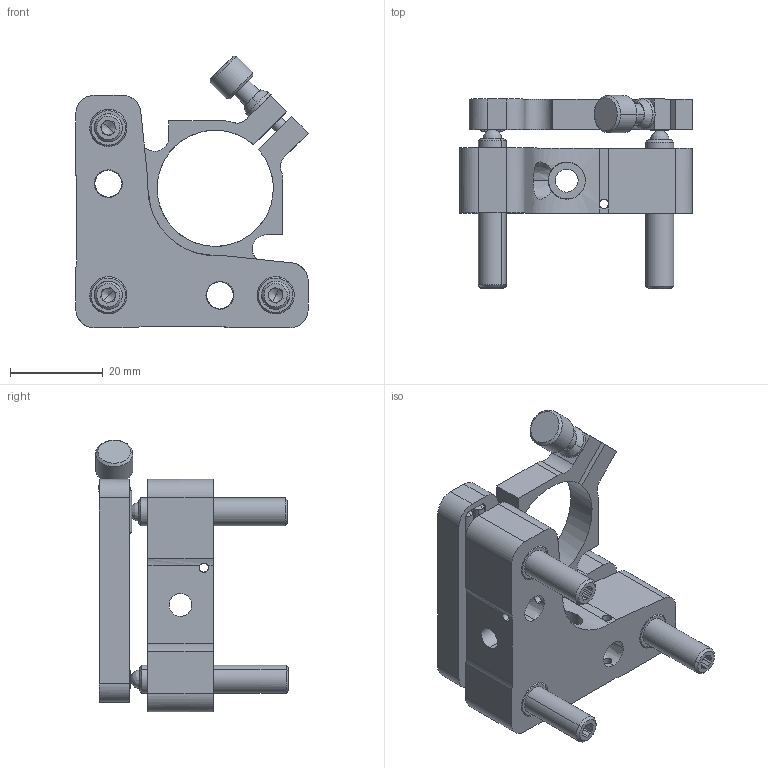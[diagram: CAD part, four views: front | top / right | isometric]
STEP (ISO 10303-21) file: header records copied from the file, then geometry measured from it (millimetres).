
FILE_DESCRIPTION(/* description */ (''),/* implementation_level */ '2;1');
FILE_NAME(/* name */ '01_MMM3-LA',/* time_stamp */ '2024-08-22T14:26:20+03:00',/* author */ (''),/* organization */ (''),/* preprocessor_version */ 'ST-DEVELOPER v15',/* originating_system */ '',/* authorisation */ '');
FILE_SCHEMA (('AUTOMOTIVE_DESIGN'));
Length unit declared in the file: millimetre
Products named in the file (1): Document
Bounding box: 50 x 41.45 x 58.41 mm (x, y, z)
Volume: 26868.6 mm3; surface area: 17296.8 mm2
Topology: 15 solids, 15 shells, 347 faces, 931 edges, 606 vertices
Faces by surface type: bspline 203, plane 144
Entity records: 13154 total; most frequent: CARTESIAN_POINT 7913, ORIENTED_EDGE 1822, EDGE_CURVE 911, VERTEX_POINT 606, EDGE_LOOP 399, ADVANCED_FACE 347, FACE_OUTER_BOUND 347, B_SPLINE_CURVE_WITH_KNOTS 258
